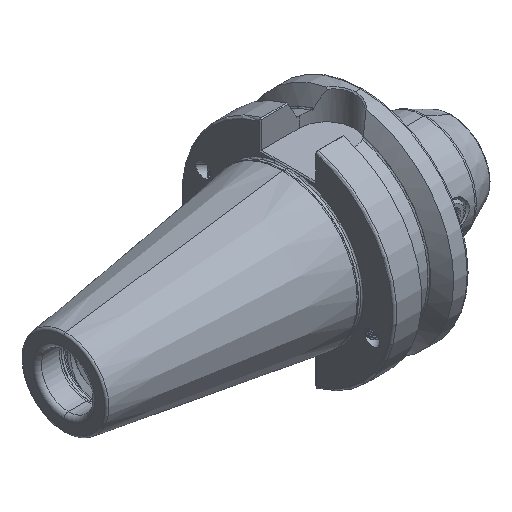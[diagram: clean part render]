
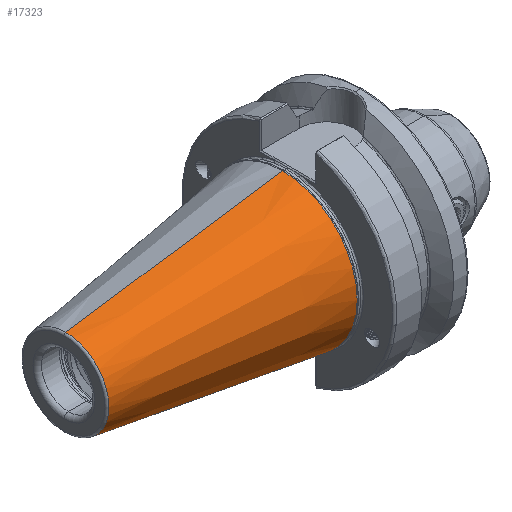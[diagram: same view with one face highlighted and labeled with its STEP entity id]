
A CAD part, isometric view. The second image highlights one B-rep face of the part: STEP entity #17323.
In plain terms, the highlighted conical face has half-angle 8.297 degrees and reference radius 34.998 mm.
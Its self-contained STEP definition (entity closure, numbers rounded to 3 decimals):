
#2332 = DIRECTION ( 'NONE',  ( 1., 0., 0. ) ) ;
#2334 = DIRECTION ( 'NONE',  ( 0., 0., -1. ) ) ;
#2349 = CARTESIAN_POINT ( 'NONE',  ( -2.5, 0., 0. ) ) ;
#4068 = CIRCLE ( 'NONE', #13371, 20.204 ) ;
#4153 = CIRCLE ( 'NONE', #13389, 34.998 ) ;
#4425 = LINE ( 'NONE', #8974, #4440 ) ;
#4432 = VECTOR ( 'NONE', #9161, 1000. ) ;
#4440 = VECTOR ( 'NONE', #9003, 1000. ) ;
#4442 = LINE ( 'NONE', #9176, #4432 ) ;
#4935 = CONICAL_SURFACE ( 'NONE', #14873, 34.998, 0.145 ) ;
#4942 = FACE_OUTER_BOUND ( 'NONE', #7238, .T. ) ;
#7238 = EDGE_LOOP ( 'NONE', ( #14683, #17036, #17026, #17046 ) ) ;
#7355 = VERTEX_POINT ( 'NONE', #18103 ) ;
#7444 = VERTEX_POINT ( 'NONE', #18070 ) ;
#7461 = VERTEX_POINT ( 'NONE', #18138 ) ;
#7463 = VERTEX_POINT ( 'NONE', #18159 ) ;
#8332 = CARTESIAN_POINT ( 'NONE',  ( -103.944, 0., 0. ) ) ;
#8336 = DIRECTION ( 'NONE',  ( 1., 0., 0. ) ) ;
#8345 = DIRECTION ( 'NONE',  ( 0., 0., -1. ) ) ;
#8974 = CARTESIAN_POINT ( 'NONE',  ( -2.5, 0., 34.998 ) ) ;
#9003 = DIRECTION ( 'NONE',  ( 0.99, 0., 0.144 ) ) ;
#9161 = DIRECTION ( 'NONE',  ( 0.99, 0., -0.144 ) ) ;
#9176 = CARTESIAN_POINT ( 'NONE',  ( -2.5, 0., -34.998 ) ) ;
#10633 = DIRECTION ( 'NONE',  ( 0., 0., -1. ) ) ;
#10646 = DIRECTION ( 'NONE',  ( 1., 0., 0. ) ) ;
#10661 = CARTESIAN_POINT ( 'NONE',  ( -2.5, 0., 0. ) ) ;
#13371 = AXIS2_PLACEMENT_3D ( 'NONE', #8332, #8336, #8345 ) ;
#13389 = AXIS2_PLACEMENT_3D ( 'NONE', #2349, #2332, #2334 ) ;
#13559 = EDGE_CURVE ( 'NONE', #7463, #7355, #4068, .T. ) ;
#13642 = EDGE_CURVE ( 'NONE', #7444, #7461, #4153, .T. ) ;
#14683 = ORIENTED_EDGE ( 'NONE', *, *, #16092, .F. ) ;
#14873 = AXIS2_PLACEMENT_3D ( 'NONE', #10661, #10646, #10633 ) ;
#16092 = EDGE_CURVE ( 'NONE', #7463, #7444, #4425, .T. ) ;
#16108 = EDGE_CURVE ( 'NONE', #7355, #7461, #4442, .T. ) ;
#17026 = ORIENTED_EDGE ( 'NONE', *, *, #16108, .T. ) ;
#17036 = ORIENTED_EDGE ( 'NONE', *, *, #13559, .T. ) ;
#17046 = ORIENTED_EDGE ( 'NONE', *, *, #13642, .F. ) ;
#17323 = ADVANCED_FACE ( 'NONE', ( #4942 ), #4935, .T. ) ;
#18070 = CARTESIAN_POINT ( 'NONE',  ( -2.5, 0., 34.998 ) ) ;
#18103 = CARTESIAN_POINT ( 'NONE',  ( -103.944, 0., -20.204 ) ) ;
#18138 = CARTESIAN_POINT ( 'NONE',  ( -2.5, 0., -34.998 ) ) ;
#18159 = CARTESIAN_POINT ( 'NONE',  ( -103.944, 0., 20.204 ) ) ;
